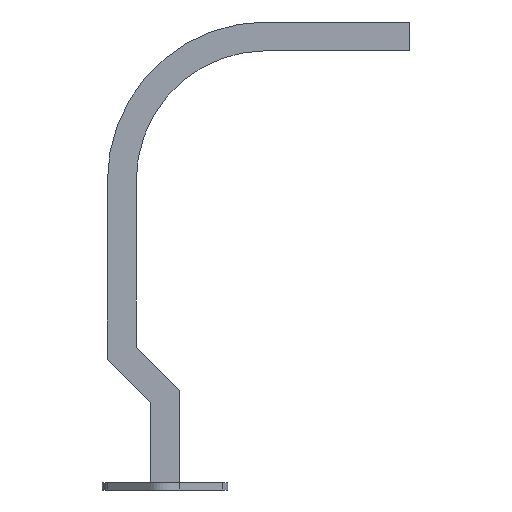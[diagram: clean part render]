
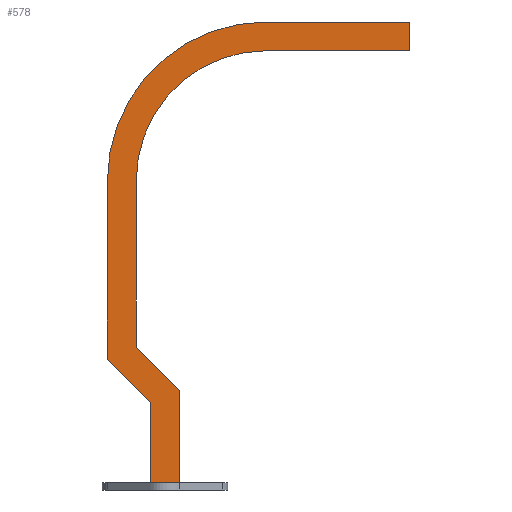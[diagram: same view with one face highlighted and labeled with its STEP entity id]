
A CAD part, front view. The second image highlights one B-rep face of the part: STEP entity #578.
In plain terms, the highlighted planar face has unit normal (0, -1, 0).
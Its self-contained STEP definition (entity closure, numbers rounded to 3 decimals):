
#29=CIRCLE('',#627,45.);
#30=CIRCLE('',#629,55.);
#68=FACE_OUTER_BOUND('',#99,.T.);
#99=EDGE_LOOP('',(#512,#513,#514,#515,#516,#517,#518,#519,#520,#521,#522,
#523));
#116=LINE('',#847,#181);
#141=LINE('',#908,#206);
#143=LINE('',#914,#208);
#150=LINE('',#935,#215);
#151=LINE('',#938,#216);
#154=LINE('',#943,#219);
#157=LINE('',#949,#222);
#159=LINE('',#953,#224);
#164=LINE('',#961,#229);
#165=LINE('',#963,#230);
#181=VECTOR('',#687,10.);
#206=VECTOR('',#742,10.);
#208=VECTOR('',#746,10.);
#215=VECTOR('',#767,10.);
#216=VECTOR('',#770,10.);
#219=VECTOR('',#775,10.);
#222=VECTOR('',#780,10.);
#224=VECTOR('',#784,10.);
#229=VECTOR('',#793,10.);
#230=VECTOR('',#796,10.);
#246=VERTEX_POINT('',#844);
#247=VERTEX_POINT('',#846);
#265=VERTEX_POINT('',#901);
#268=VERTEX_POINT('',#906);
#270=VERTEX_POINT('',#911);
#271=VERTEX_POINT('',#913);
#273=VERTEX_POINT('',#919);
#276=VERTEX_POINT('',#926);
#278=VERTEX_POINT('',#932);
#279=VERTEX_POINT('',#937);
#281=VERTEX_POINT('',#946);
#283=VERTEX_POINT('',#952);
#306=EDGE_CURVE('',#247,#246,#116,.T.);
#337=EDGE_CURVE('',#265,#268,#141,.T.);
#339=EDGE_CURVE('',#270,#271,#143,.T.);
#344=EDGE_CURVE('',#273,#265,#29,.T.);
#346=EDGE_CURVE('',#276,#270,#30,.T.);
#350=EDGE_CURVE('',#278,#273,#150,.T.);
#351=EDGE_CURVE('',#279,#276,#151,.T.);
#354=EDGE_CURVE('',#271,#268,#154,.T.);
#357=EDGE_CURVE('',#281,#279,#157,.T.);
#359=EDGE_CURVE('',#283,#278,#159,.T.);
#364=EDGE_CURVE('',#246,#283,#164,.T.);
#365=EDGE_CURVE('',#247,#281,#165,.T.);
#512=ORIENTED_EDGE('',*,*,#365,.F.);
#513=ORIENTED_EDGE('',*,*,#306,.T.);
#514=ORIENTED_EDGE('',*,*,#364,.T.);
#515=ORIENTED_EDGE('',*,*,#359,.T.);
#516=ORIENTED_EDGE('',*,*,#350,.T.);
#517=ORIENTED_EDGE('',*,*,#344,.T.);
#518=ORIENTED_EDGE('',*,*,#337,.T.);
#519=ORIENTED_EDGE('',*,*,#354,.F.);
#520=ORIENTED_EDGE('',*,*,#339,.F.);
#521=ORIENTED_EDGE('',*,*,#346,.F.);
#522=ORIENTED_EDGE('',*,*,#351,.F.);
#523=ORIENTED_EDGE('',*,*,#357,.F.);
#548=PLANE('',#638);
#578=ADVANCED_FACE('',(#68),#548,.T.);
#627=AXIS2_PLACEMENT_3D('',#923,#754,#755);
#629=AXIS2_PLACEMENT_3D('',#928,#759,#760);
#638=AXIS2_PLACEMENT_3D('',#962,#794,#795);
#687=DIRECTION('',(1.,0.,0.));
#742=DIRECTION('',(1.,0.,0.));
#746=DIRECTION('',(1.,0.,0.));
#754=DIRECTION('center_axis',(0.,1.,0.));
#755=DIRECTION('ref_axis',(-1.,0.,0.));
#759=DIRECTION('center_axis',(0.,1.,0.));
#760=DIRECTION('ref_axis',(-1.,0.,0.));
#767=DIRECTION('',(0.,0.,1.));
#770=DIRECTION('',(0.,0.,1.));
#775=DIRECTION('',(0.,0.,-1.));
#780=DIRECTION('',(-0.707,0.,0.707));
#784=DIRECTION('',(-0.707,0.,0.707));
#793=DIRECTION('',(0.,0.,1.));
#794=DIRECTION('center_axis',(0.,-1.,0.));
#795=DIRECTION('ref_axis',(1.,0.,0.));
#796=DIRECTION('',(0.,0.,1.));
#844=CARTESIAN_POINT('',(5.,-5.,0.));
#846=CARTESIAN_POINT('',(-5.,-5.,0.));
#847=CARTESIAN_POINT('',(-5.,-5.,0.));
#901=CARTESIAN_POINT('',(35.,-5.,150.));
#906=CARTESIAN_POINT('',(85.,-5.,150.));
#908=CARTESIAN_POINT('',(35.,-5.,150.));
#911=CARTESIAN_POINT('',(35.,-5.,160.));
#913=CARTESIAN_POINT('',(85.,-5.,160.));
#914=CARTESIAN_POINT('',(35.,-5.,160.));
#919=CARTESIAN_POINT('',(-10.,-5.,105.));
#923=CARTESIAN_POINT('Origin',(35.,-5.,105.));
#926=CARTESIAN_POINT('',(-20.,-5.,105.));
#928=CARTESIAN_POINT('Origin',(35.,-5.,105.));
#932=CARTESIAN_POINT('',(-10.,-5.,47.071));
#935=CARTESIAN_POINT('',(-10.,-5.,45.));
#937=CARTESIAN_POINT('',(-20.,-5.,42.929));
#938=CARTESIAN_POINT('',(-20.,-5.,45.));
#943=CARTESIAN_POINT('',(85.,-5.,160.));
#946=CARTESIAN_POINT('',(-5.,-5.,27.929));
#949=CARTESIAN_POINT('',(-3.536,-5.,26.464));
#952=CARTESIAN_POINT('',(5.,-5.,32.071));
#953=CARTESIAN_POINT('',(3.536,-5.,33.536));
#961=CARTESIAN_POINT('',(5.,-5.,0.));
#962=CARTESIAN_POINT('Origin',(-5.,-5.,0.));
#963=CARTESIAN_POINT('',(-5.,-5.,0.));
